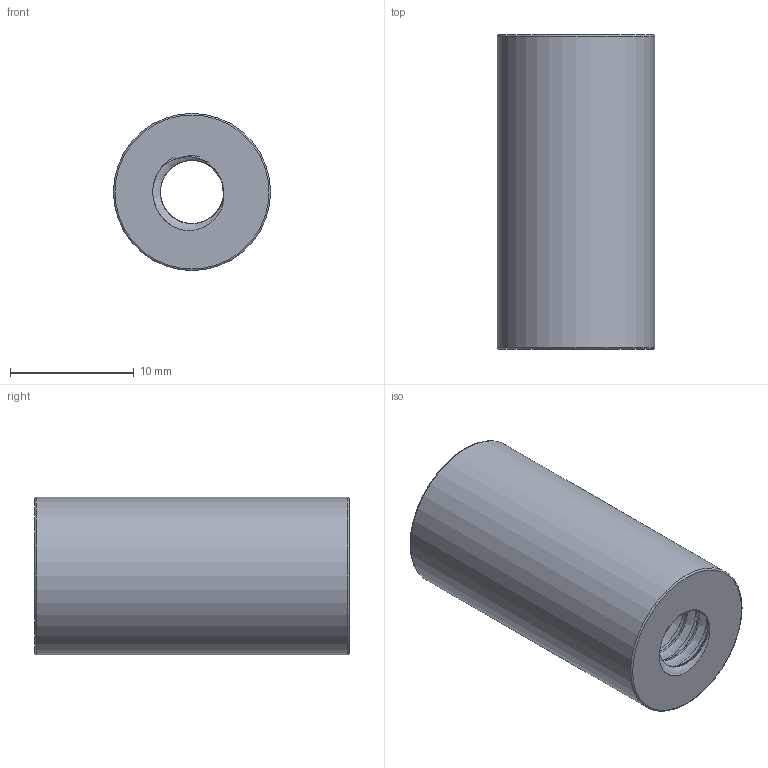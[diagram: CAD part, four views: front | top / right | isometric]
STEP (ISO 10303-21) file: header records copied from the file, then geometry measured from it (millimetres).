
FILE_DESCRIPTION(/* description */ (''),/* implementation_level */ '2;1');
FILE_NAME(/* name */ '223bfad6-8e74-4a00-9d25-7ffaa638c2ed.stp',/* time_stamp */ '2019-02-09T16:20:06+09:00',/* author */ (''),/* organization */ (''),/* preprocessor_version */ 'ST-DEVELOPER v17.2',/* originating_system */ 'Autodesk Translation Framework v7.6.0.251',/* authorisation */ '');
FILE_SCHEMA (('AUTOMOTIVE_DESIGN { 1 0 10303 214 3 1 1 }'));
Length unit declared in the file: inch
Products named in the file (1): Center Ankle Standoff
Bounding box: 12.7 x 25.4 x 12.7 mm (x, y, z)
Volume: 2698.6 mm3; surface area: 2003.9 mm2
Topology: 1 solids, 1 shells, 59 faces, 152 edges, 95 vertices
Faces by surface type: cylinder 53, plane 2, torus 2, bspline 2
Full cylindrical faces by diameter (mm): 5.116 x25, 6.35 x24, 12.7 x1
Entity records: 4073 total; most frequent: CARTESIAN_POINT 2766, ORIENTED_EDGE 304, DIRECTION 195, EDGE_CURVE 152, VERTEX_POINT 95, B_SPLINE_CURVE_WITH_KNOTS 87, AXIS2_PLACEMENT_3D 72, EDGE_LOOP 61
